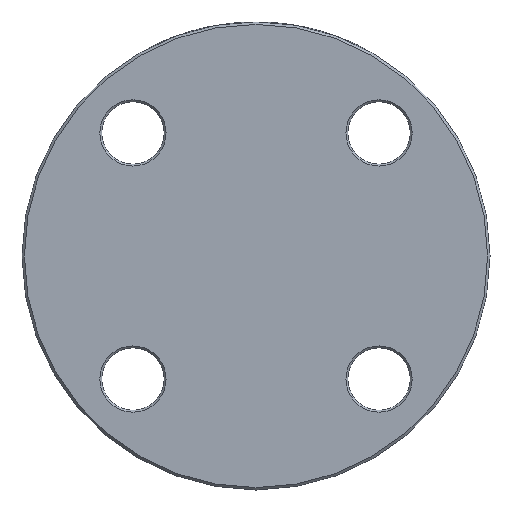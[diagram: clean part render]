
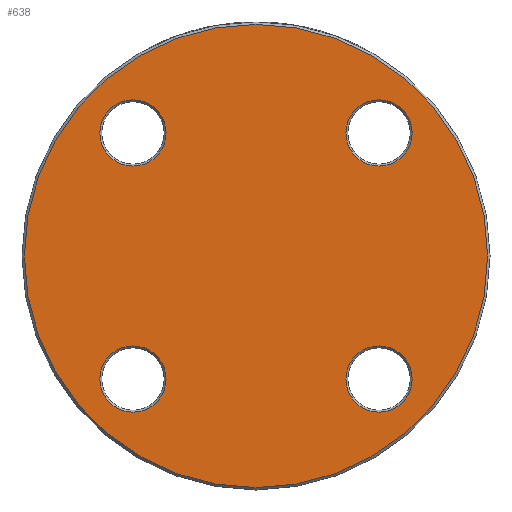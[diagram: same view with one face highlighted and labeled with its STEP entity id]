
A CAD part, left-side view. The second image highlights one B-rep face of the part: STEP entity #638.
In plain terms, the highlighted planar face has unit normal (-1, 0, 0).
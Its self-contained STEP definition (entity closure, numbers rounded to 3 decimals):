
#9 = CARTESIAN_POINT ( 'NONE',  ( 0., -51.265, -51.265 ) ) ;
#18 = FACE_BOUND ( 'NONE', #5523, .T. ) ;
#126 = EDGE_LOOP ( 'NONE', ( #2653 ) ) ;
#356 = ORIENTED_EDGE ( 'NONE', *, *, #5714, .T. ) ;
#412 = VERTEX_POINT ( 'NONE', #1423 ) ;
#477 = CARTESIAN_POINT ( 'NONE',  ( 0., -51.265, 51.265 ) ) ;
#638 = ADVANCED_FACE ( 'NONE', ( #5632, #18, #2801, #3239, #4718 ), #2333, .F. ) ;
#1032 = DIRECTION ( 'NONE',  ( 0., 0., -1. ) ) ;
#1035 = EDGE_LOOP ( 'NONE', ( #1456 ) ) ;
#1340 = CARTESIAN_POINT ( 'NONE',  ( 0., 51.265, 37.465 ) ) ;
#1376 = DIRECTION ( 'NONE',  ( 1., 0., 0. ) ) ;
#1423 = CARTESIAN_POINT ( 'NONE',  ( 0., -51.265, 37.465 ) ) ;
#1434 = EDGE_LOOP ( 'NONE', ( #4000 ) ) ;
#1456 = ORIENTED_EDGE ( 'NONE', *, *, #3733, .T. ) ;
#1557 = CIRCLE ( 'NONE', #2142, 13.8 ) ;
#1645 = EDGE_CURVE ( 'NONE', #4982, #4982, #3193, .T. ) ;
#1767 = EDGE_CURVE ( 'NONE', #5585, #5585, #6094, .T. ) ;
#1806 = DIRECTION ( 'NONE',  ( 0., 0., -1. ) ) ;
#1872 = DIRECTION ( 'NONE',  ( 0., 0., -1. ) ) ;
#2142 = AXIS2_PLACEMENT_3D ( 'NONE', #4044, #5500, #3570 ) ;
#2333 = PLANE ( 'NONE',  #4199 ) ;
#2653 = ORIENTED_EDGE ( 'NONE', *, *, #1645, .T. ) ;
#2690 = EDGE_LOOP ( 'NONE', ( #356 ) ) ;
#2785 = VERTEX_POINT ( 'NONE', #1340 ) ;
#2801 = FACE_BOUND ( 'NONE', #2690, .T. ) ;
#3193 = CIRCLE ( 'NONE', #4204, 13.8 ) ;
#3239 = FACE_BOUND ( 'NONE', #126, .T. ) ;
#3351 = CARTESIAN_POINT ( 'NONE',  ( 0., 0., 0. ) ) ;
#3437 = AXIS2_PLACEMENT_3D ( 'NONE', #477, #3673, #4331 ) ;
#3443 = CARTESIAN_POINT ( 'NONE',  ( 0., 0., -96.5 ) ) ;
#3570 = DIRECTION ( 'NONE',  ( 0., 0., -1. ) ) ;
#3673 = DIRECTION ( 'NONE',  ( 1., 0., 0. ) ) ;
#3733 = EDGE_CURVE ( 'NONE', #5428, #5428, #6052, .T. ) ;
#3844 = DIRECTION ( 'NONE',  ( 1., 0., 0. ) ) ;
#3978 = AXIS2_PLACEMENT_3D ( 'NONE', #4855, #3844, #5777 ) ;
#4000 = ORIENTED_EDGE ( 'NONE', *, *, #1767, .T. ) ;
#4044 = CARTESIAN_POINT ( 'NONE',  ( 0., 51.265, 51.265 ) ) ;
#4156 = AXIS2_PLACEMENT_3D ( 'NONE', #3351, #5300, #1032 ) ;
#4199 = AXIS2_PLACEMENT_3D ( 'NONE', #4254, #6152, #1872 ) ;
#4204 = AXIS2_PLACEMENT_3D ( 'NONE', #9, #1376, #1806 ) ;
#4254 = CARTESIAN_POINT ( 'NONE',  ( 0., 0., 0. ) ) ;
#4331 = DIRECTION ( 'NONE',  ( 0., 0., -1. ) ) ;
#4718 = FACE_BOUND ( 'NONE', #1434, .T. ) ;
#4855 = CARTESIAN_POINT ( 'NONE',  ( 0., 51.265, -51.265 ) ) ;
#4982 = VERTEX_POINT ( 'NONE', #5868 ) ;
#5092 = ORIENTED_EDGE ( 'NONE', *, *, #5591, .T. ) ;
#5300 = DIRECTION ( 'NONE',  ( -1., 0., 0. ) ) ;
#5428 = VERTEX_POINT ( 'NONE', #3443 ) ;
#5446 = CIRCLE ( 'NONE', #3437, 13.8 ) ;
#5500 = DIRECTION ( 'NONE',  ( 1., 0., 0. ) ) ;
#5523 = EDGE_LOOP ( 'NONE', ( #5092 ) ) ;
#5585 = VERTEX_POINT ( 'NONE', #5900 ) ;
#5591 = EDGE_CURVE ( 'NONE', #2785, #2785, #1557, .T. ) ;
#5632 = FACE_OUTER_BOUND ( 'NONE', #1035, .T. ) ;
#5714 = EDGE_CURVE ( 'NONE', #412, #412, #5446, .T. ) ;
#5777 = DIRECTION ( 'NONE',  ( 0., 0., -1. ) ) ;
#5868 = CARTESIAN_POINT ( 'NONE',  ( 0., -51.265, -65.065 ) ) ;
#5900 = CARTESIAN_POINT ( 'NONE',  ( 0., 51.265, -65.065 ) ) ;
#6052 = CIRCLE ( 'NONE', #4156, 96.5 ) ;
#6094 = CIRCLE ( 'NONE', #3978, 13.8 ) ;
#6152 = DIRECTION ( 'NONE',  ( 1., 0., 0. ) ) ;
